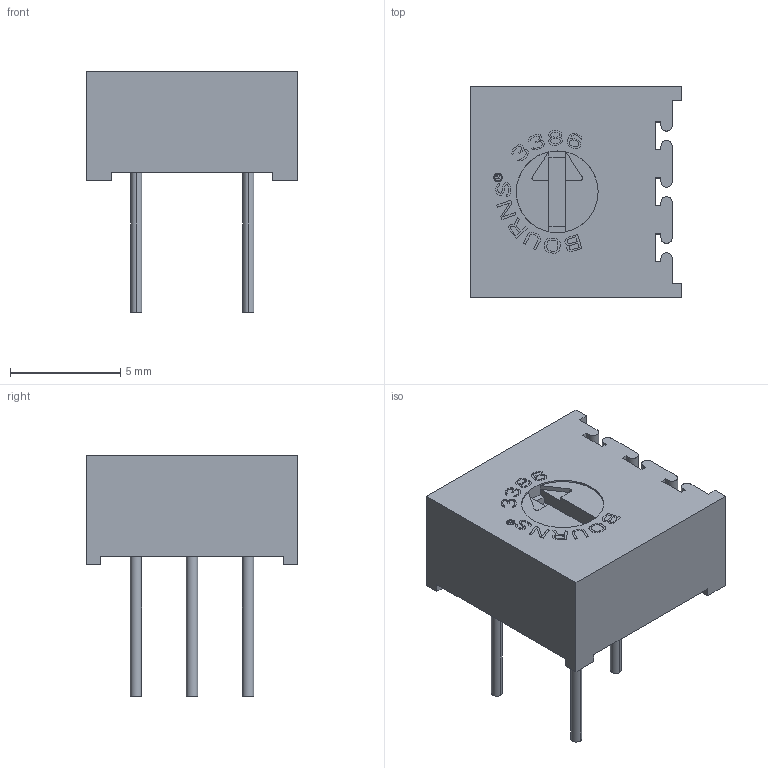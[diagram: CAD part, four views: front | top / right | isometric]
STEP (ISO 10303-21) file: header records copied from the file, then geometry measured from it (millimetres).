
FILE_DESCRIPTION(('FreeCAD Model'),'2;1');
FILE_NAME('Open CASCADE Shape Model','2021-07-15T22:26:05',( 'kicad StepUp'),('ksu MCAD'),'Open CASCADE STEP processor 7.5', 'FreeCAD','Unknown');
FILE_SCHEMA(('AUTOMOTIVE_DESIGN { 1 0 10303 214 1 1 1 1 }'));
Products named in the file (1): 3386F
Bounding box: 9.58 x 9.58 x 10.92 mm (x, y, z)
Volume: 372.4 mm3; surface area: 444.1 mm2
Topology: 4 solids, 4 shells, 597 faces, 5092 edges, 14697 vertices
Faces by surface type: plane 577, cylinder 20
Full cylindrical faces by diameter (mm): 3.708 x1
Entity records: 68550 total; most frequent: CARTESIAN_POINT 20383, DIRECTION 6452, LINE 4920, VECTOR 4920, GEOMETRIC_CURVE_SET 3393, ORIENTED_EDGE 3392, TRIMMED_CURVE 3392, PRESENTATION_STYLE_ASSIGNMENT 1726
